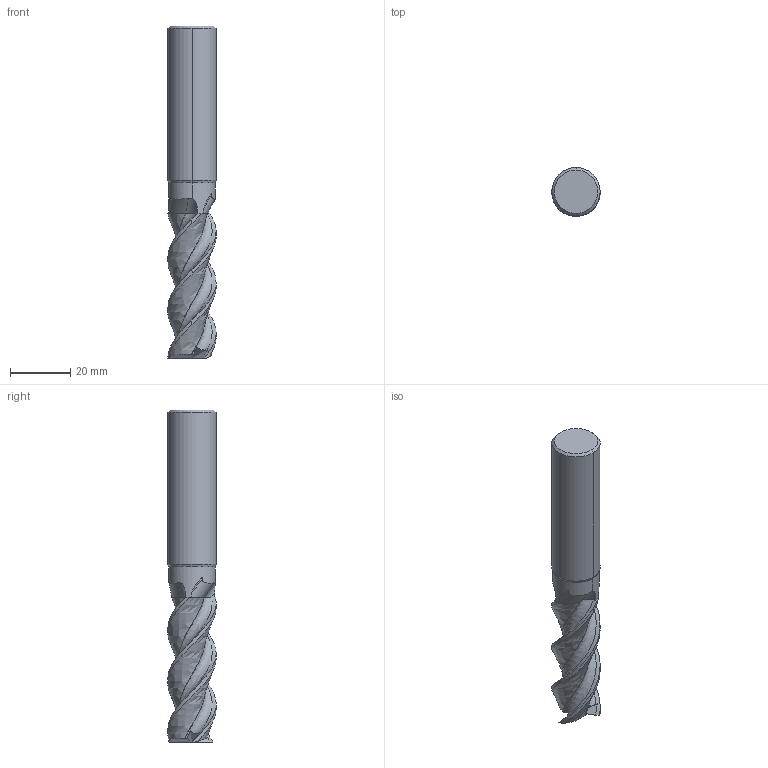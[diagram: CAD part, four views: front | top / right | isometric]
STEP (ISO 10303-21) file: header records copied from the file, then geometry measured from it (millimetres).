
FILE_DESCRIPTION(('no description'),'unknown implementation level');
FILE_NAME('EXN1-M01-0133-16-Detail.stp',' ',('CIMSOURCE GmbH'),('CADClick - KiM GmbH - www.kimweb.de'),'unknown preprocess','ACIS','unknown authorization');
FILE_SCHEMA(('automotive_design'));
Length unit declared in the file: millimetre
Products named in the file (2): NOCUT; CUT
Bounding box: 16 x 16 x 110 mm (x, y, z)
Volume: 17291 mm3; surface area: 6100.5 mm2
Topology: 2 solids, 2 shells, 85 faces, 234 edges, 149 vertices
Faces by surface type: bspline 27, plane 25, cone 17, revolution 12, cylinder 4
Entity records: 20605 total; most frequent: CARTESIAN_POINT 16166, STYLED_ITEM 466, PRESENTATION_STYLE_ASSIGNMENT 466, COLOUR_RGB 466, ORIENTED_EDGE 460, DIRECTION 249, EDGE_CURVE 230, CURVE_STYLE 230
